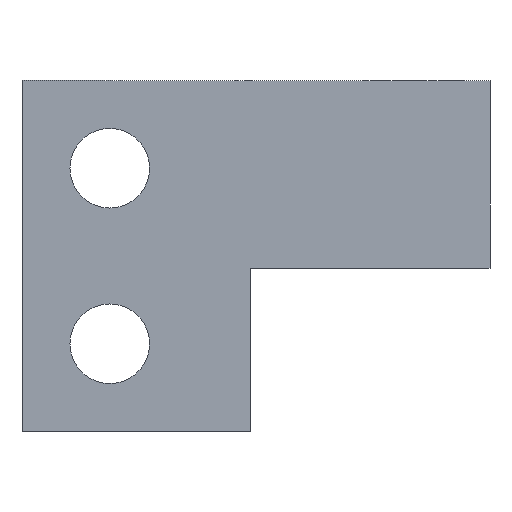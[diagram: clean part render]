
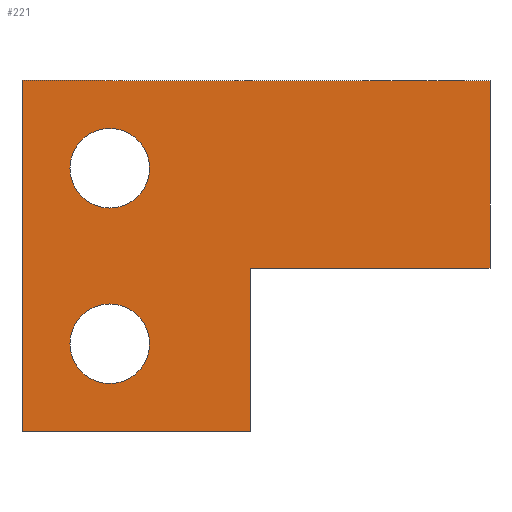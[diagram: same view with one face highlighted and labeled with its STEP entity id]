
A CAD part, front view. The second image highlights one B-rep face of the part: STEP entity #221.
In plain terms, the highlighted planar face has unit normal (0, -1, 0).
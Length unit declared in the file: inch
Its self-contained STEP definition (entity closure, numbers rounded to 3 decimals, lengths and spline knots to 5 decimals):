
#8 = ORIENTED_EDGE ( 'NONE', *, *, #514, .T. ) ;
#19 = ORIENTED_EDGE ( 'NONE', *, *, #506, .F. ) ;
#37 = LINE ( 'NONE', #389, #194 ) ;
#39 = EDGE_LOOP ( 'NONE', ( #53, #42 ) ) ;
#41 = FACE_BOUND ( 'NONE', #39, .T. ) ;
#42 = ORIENTED_EDGE ( 'NONE', *, *, #466, .T. ) ;
#49 = FACE_BOUND ( 'NONE', #89, .T. ) ;
#50 = ORIENTED_EDGE ( 'NONE', *, *, #449, .F. ) ;
#52 = ORIENTED_EDGE ( 'NONE', *, *, #520, .F. ) ;
#53 = ORIENTED_EDGE ( 'NONE', *, *, #524, .T. ) ;
#56 = FACE_OUTER_BOUND ( 'NONE', #91, .T. ) ;
#64 = LINE ( 'NONE', #354, #211 ) ;
#75 = ORIENTED_EDGE ( 'NONE', *, *, #472, .T. ) ;
#80 = ORIENTED_EDGE ( 'NONE', *, *, #448, .T. ) ;
#89 = EDGE_LOOP ( 'NONE', ( #75, #93 ) ) ;
#91 = EDGE_LOOP ( 'NONE', ( #50, #80, #52, #106, #8, #19 ) ) ;
#93 = ORIENTED_EDGE ( 'NONE', *, *, #471, .T. ) ;
#96 = VECTOR ( 'NONE', #403, 39.37008 ) ;
#106 = ORIENTED_EDGE ( 'NONE', *, *, #489, .F. ) ;
#125 = VECTOR ( 'NONE', #308, 39.37008 ) ;
#126 = VECTOR ( 'NONE', #332, 39.37008 ) ;
#140 = LINE ( 'NONE', #280, #125 ) ;
#175 = LINE ( 'NONE', #266, #96 ) ;
#176 = LINE ( 'NONE', #391, #126 ) ;
#183 = CIRCLE ( 'NONE', #488, 0.068 ) ;
#192 = CIRCLE ( 'NONE', #498, 0.068 ) ;
#193 = CIRCLE ( 'NONE', #501, 0.068 ) ;
#194 = VECTOR ( 'NONE', #336, 39.37008 ) ;
#197 = LINE ( 'NONE', #342, #199 ) ;
#199 = VECTOR ( 'NONE', #418, 39.37008 ) ;
#211 = VECTOR ( 'NONE', #433, 39.37008 ) ;
#216 = CIRCLE ( 'NONE', #450, 0.068 ) ;
#221 = ADVANCED_FACE ( 'NONE', ( #49, #41, #56 ), #276, .T. ) ;
#239 = VERTEX_POINT ( 'NONE', #395 ) ;
#258 = CARTESIAN_POINT ( 'NONE',  ( -0.65, 0., -0.082 ) ) ;
#263 = DIRECTION ( 'NONE',  ( 0., -1., 0. ) ) ;
#266 = CARTESIAN_POINT ( 'NONE',  ( 0., 0., 0. ) ) ;
#274 = CARTESIAN_POINT ( 'NONE',  ( -0.65, 0., -0.382 ) ) ;
#276 = PLANE ( 'NONE',  #496 ) ;
#277 = DIRECTION ( 'NONE',  ( 0., 0., 1. ) ) ;
#279 = CARTESIAN_POINT ( 'NONE',  ( -0.65, 0., -0.45 ) ) ;
#280 = CARTESIAN_POINT ( 'NONE',  ( 0., 0., -0.6 ) ) ;
#288 = CARTESIAN_POINT ( 'NONE',  ( -0.65, 0., -0.15 ) ) ;
#296 = DIRECTION ( 'NONE',  ( 0., 1., 0. ) ) ;
#306 = DIRECTION ( 'NONE',  ( 1., 0., 0. ) ) ;
#308 = DIRECTION ( 'NONE',  ( 1., 0., 0. ) ) ;
#312 = DIRECTION ( 'NONE',  ( 0., 1., 0. ) ) ;
#316 = CARTESIAN_POINT ( 'NONE',  ( -0.65, 0., -0.45 ) ) ;
#320 = VERTEX_POINT ( 'NONE', #351 ) ;
#322 = CARTESIAN_POINT ( 'NONE',  ( -0.40931, 0., -0.32096 ) ) ;
#324 = DIRECTION ( 'NONE',  ( 0., 1., 0. ) ) ;
#332 = DIRECTION ( 'NONE',  ( 0., 0., -1. ) ) ;
#333 = VERTEX_POINT ( 'NONE', #384 ) ;
#336 = DIRECTION ( 'NONE',  ( 0., 0., 1. ) ) ;
#339 = VERTEX_POINT ( 'NONE', #274 ) ;
#342 = CARTESIAN_POINT ( 'NONE',  ( -0.8, 0., -0.6 ) ) ;
#351 = CARTESIAN_POINT ( 'NONE',  ( -0.65, 0., -0.218 ) ) ;
#354 = CARTESIAN_POINT ( 'NONE',  ( 0., 0., -0.32096 ) ) ;
#355 = CARTESIAN_POINT ( 'NONE',  ( 0., 0., -0.32096 ) ) ;
#364 = CARTESIAN_POINT ( 'NONE',  ( -0.65, 0., -0.518 ) ) ;
#368 = DIRECTION ( 'NONE',  ( 0., 0., 1. ) ) ;
#376 = VERTEX_POINT ( 'NONE', #364 ) ;
#377 = VERTEX_POINT ( 'NONE', #322 ) ;
#378 = VERTEX_POINT ( 'NONE', #401 ) ;
#384 = CARTESIAN_POINT ( 'NONE',  ( -0.8, 0., 0. ) ) ;
#389 = CARTESIAN_POINT ( 'NONE',  ( 0., 0., -0.6 ) ) ;
#391 = CARTESIAN_POINT ( 'NONE',  ( -0.40931, 0., -0.6 ) ) ;
#392 = DIRECTION ( 'NONE',  ( 0., 0., 1. ) ) ;
#395 = CARTESIAN_POINT ( 'NONE',  ( -0.40931, 0., -0.6 ) ) ;
#400 = CARTESIAN_POINT ( 'NONE',  ( -0.65, 0., -0.15 ) ) ;
#401 = CARTESIAN_POINT ( 'NONE',  ( -0.8, 0., -0.6 ) ) ;
#403 = DIRECTION ( 'NONE',  ( 1., 0., 0. ) ) ;
#414 = DIRECTION ( 'NONE',  ( 0., 1., 0. ) ) ;
#416 = VERTEX_POINT ( 'NONE', #258 ) ;
#418 = DIRECTION ( 'NONE',  ( 0., 0., 1. ) ) ;
#430 = DIRECTION ( 'NONE',  ( 0., 0., 1. ) ) ;
#432 = VERTEX_POINT ( 'NONE', #355 ) ;
#433 = DIRECTION ( 'NONE',  ( -1., 0., 0. ) ) ;
#434 = CARTESIAN_POINT ( 'NONE',  ( 0., 0., 0. ) ) ;
#437 = VERTEX_POINT ( 'NONE', #434 ) ;
#445 = CARTESIAN_POINT ( 'NONE',  ( 0., 0., -0.6 ) ) ;
#448 = EDGE_CURVE ( 'NONE', #432, #437, #37, .T. ) ;
#449 = EDGE_CURVE ( 'NONE', #432, #377, #64, .T. ) ;
#450 = AXIS2_PLACEMENT_3D ( 'NONE', #316, #312, #430 ) ;
#466 = EDGE_CURVE ( 'NONE', #376, #339, #216, .T. ) ;
#471 = EDGE_CURVE ( 'NONE', #320, #416, #192, .T. ) ;
#472 = EDGE_CURVE ( 'NONE', #416, #320, #193, .T. ) ;
#488 = AXIS2_PLACEMENT_3D ( 'NONE', #279, #324, #277 ) ;
#489 = EDGE_CURVE ( 'NONE', #378, #333, #197, .T. ) ;
#496 = AXIS2_PLACEMENT_3D ( 'NONE', #445, #263, #306 ) ;
#498 = AXIS2_PLACEMENT_3D ( 'NONE', #288, #296, #392 ) ;
#501 = AXIS2_PLACEMENT_3D ( 'NONE', #400, #414, #368 ) ;
#506 = EDGE_CURVE ( 'NONE', #377, #239, #176, .T. ) ;
#514 = EDGE_CURVE ( 'NONE', #378, #239, #140, .T. ) ;
#520 = EDGE_CURVE ( 'NONE', #333, #437, #175, .T. ) ;
#524 = EDGE_CURVE ( 'NONE', #339, #376, #183, .T. ) ;
